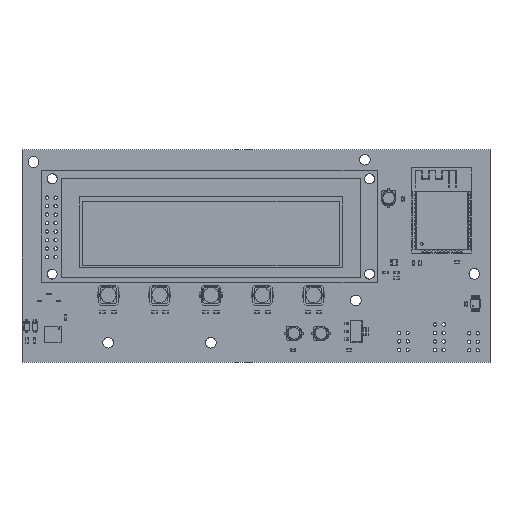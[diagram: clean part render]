
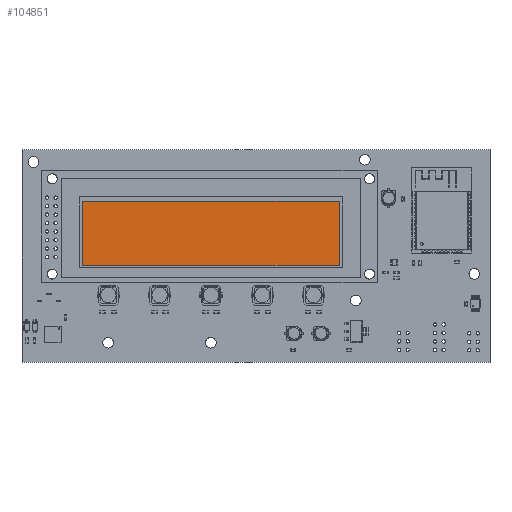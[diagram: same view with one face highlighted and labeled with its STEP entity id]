
A CAD part, top view. The second image highlights one B-rep face of the part: STEP entity #104851.
In plain terms, the highlighted free-form (B-spline) face has degree [1, 1] with [2, 2] control points.
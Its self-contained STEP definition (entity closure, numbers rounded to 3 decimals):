
#104121 = B_SPLINE_SURFACE_WITH_KNOTS('',1,1,(
    (#104122,#104123)
    ,(#104124,#104125
    )),.UNSPECIFIED.,.F.,.F.,.F.,(2,2),(2,2),(-76.78,0.),(-0.1,0.),
  .PIECEWISE_BEZIER_KNOTS.);
#104122 = CARTESIAN_POINT('',(-52.233,3.3,10.444));
#104123 = CARTESIAN_POINT('',(-52.233,3.4,10.444));
#104124 = CARTESIAN_POINT('',(-129.013,3.3,10.444));
#104125 = CARTESIAN_POINT('',(-129.013,3.4,10.444));
#104146 = B_SPLINE_SURFACE_WITH_KNOTS('',1,1,(
    (#104147,#104148)
    ,(#104149,#104150
    )),.UNSPECIFIED.,.F.,.F.,.F.,(2,2),(2,2),(-19.18,0.),(-0.1,0.),
  .PIECEWISE_BEZIER_KNOTS.);
#104147 = CARTESIAN_POINT('',(-129.013,3.3,10.444));
#104148 = CARTESIAN_POINT('',(-129.013,3.4,10.444));
#104149 = CARTESIAN_POINT('',(-129.013,3.3,-8.736));
#104150 = CARTESIAN_POINT('',(-129.013,3.4,-8.736));
#104171 = B_SPLINE_SURFACE_WITH_KNOTS('',1,1,(
    (#104172,#104173)
    ,(#104174,#104175
  )),.UNSPECIFIED.,.F.,.F.,.F.,(2,2),(2,2),(0.,76.78),(-0.1,0.),
  .PIECEWISE_BEZIER_KNOTS.);
#104172 = CARTESIAN_POINT('',(-129.013,3.3,-8.736));
#104173 = CARTESIAN_POINT('',(-129.013,3.4,-8.736));
#104174 = CARTESIAN_POINT('',(-52.233,3.3,-8.736));
#104175 = CARTESIAN_POINT('',(-52.233,3.4,-8.736));
#104194 = B_SPLINE_SURFACE_WITH_KNOTS('',1,1,(
    (#104195,#104196)
    ,(#104197,#104198
  )),.UNSPECIFIED.,.F.,.F.,.F.,(2,2),(2,2),(0.,19.18),(-0.1,0.),
  .PIECEWISE_BEZIER_KNOTS.);
#104195 = CARTESIAN_POINT('',(-52.233,3.3,-8.736));
#104196 = CARTESIAN_POINT('',(-52.233,3.4,-8.736));
#104197 = CARTESIAN_POINT('',(-52.233,3.3,10.444));
#104198 = CARTESIAN_POINT('',(-52.233,3.4,10.444));
#104679 = VERTEX_POINT('',#104680);
#104680 = CARTESIAN_POINT('',(-129.013,3.4,-8.736));
#104698 = EDGE_CURVE('',#104679,#104699,#104701,.T.);
#104699 = VERTEX_POINT('',#104700);
#104700 = CARTESIAN_POINT('',(-129.013,3.4,10.444));
#104701 = SURFACE_CURVE('',#104702,(#104705,#104711),.PCURVE_S1.);
#104702 = B_SPLINE_CURVE_WITH_KNOTS('',1,(#104703,#104704),
  .UNSPECIFIED.,.F.,.F.,(2,2),(0.,19.18),.PIECEWISE_BEZIER_KNOTS.);
#104703 = CARTESIAN_POINT('',(-129.013,3.4,-8.736));
#104704 = CARTESIAN_POINT('',(-129.013,3.4,10.444));
#104705 = PCURVE('',#104146,#104706);
#104706 = DEFINITIONAL_REPRESENTATION('',(#104707),#104710);
#104707 = B_SPLINE_CURVE_WITH_KNOTS('',1,(#104708,#104709),
  .UNSPECIFIED.,.F.,.F.,(2,2),(0.,19.18),.PIECEWISE_BEZIER_KNOTS.);
#104708 = CARTESIAN_POINT('',(0.,0.));
#104709 = CARTESIAN_POINT('',(-19.18,0.));
#104710 = ( GEOMETRIC_REPRESENTATION_CONTEXT(2) 
PARAMETRIC_REPRESENTATION_CONTEXT() REPRESENTATION_CONTEXT('2D SPACE',''
  ) );
#104711 = PCURVE('',#104712,#104717);
#104712 = B_SPLINE_SURFACE_WITH_KNOTS('',1,1,(
    (#104713,#104714)
    ,(#104715,#104716
    )),.UNSPECIFIED.,.F.,.F.,.F.,(2,2),(2,2),(-8.736,
    10.444),(-129.013,-52.233),
  .PIECEWISE_BEZIER_KNOTS.);
#104713 = CARTESIAN_POINT('',(-129.013,3.4,-8.736));
#104714 = CARTESIAN_POINT('',(-52.233,3.4,-8.736));
#104715 = CARTESIAN_POINT('',(-129.013,3.4,10.444));
#104716 = CARTESIAN_POINT('',(-52.233,3.4,10.444));
#104717 = DEFINITIONAL_REPRESENTATION('',(#104718),#104721);
#104718 = B_SPLINE_CURVE_WITH_KNOTS('',1,(#104719,#104720),
  .UNSPECIFIED.,.F.,.F.,(2,2),(0.,19.18),.PIECEWISE_BEZIER_KNOTS.);
#104719 = CARTESIAN_POINT('',(-8.736,-129.013));
#104720 = CARTESIAN_POINT('',(10.444,-129.013));
#104721 = ( GEOMETRIC_REPRESENTATION_CONTEXT(2) 
PARAMETRIC_REPRESENTATION_CONTEXT() REPRESENTATION_CONTEXT('2D SPACE',''
  ) );
#104746 = EDGE_CURVE('',#104699,#104747,#104749,.T.);
#104747 = VERTEX_POINT('',#104748);
#104748 = CARTESIAN_POINT('',(-52.233,3.4,10.444));
#104749 = SURFACE_CURVE('',#104750,(#104753,#104759),.PCURVE_S1.);
#104750 = B_SPLINE_CURVE_WITH_KNOTS('',1,(#104751,#104752),
  .UNSPECIFIED.,.F.,.F.,(2,2),(0.,76.78),.PIECEWISE_BEZIER_KNOTS.);
#104751 = CARTESIAN_POINT('',(-129.013,3.4,10.444));
#104752 = CARTESIAN_POINT('',(-52.233,3.4,10.444));
#104753 = PCURVE('',#104121,#104754);
#104754 = DEFINITIONAL_REPRESENTATION('',(#104755),#104758);
#104755 = B_SPLINE_CURVE_WITH_KNOTS('',1,(#104756,#104757),
  .UNSPECIFIED.,.F.,.F.,(2,2),(0.,76.78),.PIECEWISE_BEZIER_KNOTS.);
#104756 = CARTESIAN_POINT('',(0.,0.));
#104757 = CARTESIAN_POINT('',(-76.78,0.));
#104758 = ( GEOMETRIC_REPRESENTATION_CONTEXT(2) 
PARAMETRIC_REPRESENTATION_CONTEXT() REPRESENTATION_CONTEXT('2D SPACE',''
  ) );
#104759 = PCURVE('',#104712,#104760);
#104760 = DEFINITIONAL_REPRESENTATION('',(#104761),#104764);
#104761 = B_SPLINE_CURVE_WITH_KNOTS('',1,(#104762,#104763),
  .UNSPECIFIED.,.F.,.F.,(2,2),(0.,76.78),.PIECEWISE_BEZIER_KNOTS.);
#104762 = CARTESIAN_POINT('',(10.444,-129.013));
#104763 = CARTESIAN_POINT('',(10.444,-52.233));
#104764 = ( GEOMETRIC_REPRESENTATION_CONTEXT(2) 
PARAMETRIC_REPRESENTATION_CONTEXT() REPRESENTATION_CONTEXT('2D SPACE',''
  ) );
#104789 = EDGE_CURVE('',#104747,#104790,#104792,.T.);
#104790 = VERTEX_POINT('',#104791);
#104791 = CARTESIAN_POINT('',(-52.233,3.4,-8.736));
#104792 = SURFACE_CURVE('',#104793,(#104796,#104802),.PCURVE_S1.);
#104793 = B_SPLINE_CURVE_WITH_KNOTS('',1,(#104794,#104795),
  .UNSPECIFIED.,.F.,.F.,(2,2),(-19.18,0.),.PIECEWISE_BEZIER_KNOTS.);
#104794 = CARTESIAN_POINT('',(-52.233,3.4,10.444));
#104795 = CARTESIAN_POINT('',(-52.233,3.4,-8.736));
#104796 = PCURVE('',#104194,#104797);
#104797 = DEFINITIONAL_REPRESENTATION('',(#104798),#104801);
#104798 = B_SPLINE_CURVE_WITH_KNOTS('',1,(#104799,#104800),
  .UNSPECIFIED.,.F.,.F.,(2,2),(-19.18,0.),.PIECEWISE_BEZIER_KNOTS.);
#104799 = CARTESIAN_POINT('',(19.18,0.));
#104800 = CARTESIAN_POINT('',(0.,0.));
#104801 = ( GEOMETRIC_REPRESENTATION_CONTEXT(2) 
PARAMETRIC_REPRESENTATION_CONTEXT() REPRESENTATION_CONTEXT('2D SPACE',''
  ) );
#104802 = PCURVE('',#104712,#104803);
#104803 = DEFINITIONAL_REPRESENTATION('',(#104804),#104807);
#104804 = B_SPLINE_CURVE_WITH_KNOTS('',1,(#104805,#104806),
  .UNSPECIFIED.,.F.,.F.,(2,2),(-19.18,0.),.PIECEWISE_BEZIER_KNOTS.);
#104805 = CARTESIAN_POINT('',(10.444,-52.233));
#104806 = CARTESIAN_POINT('',(-8.736,-52.233));
#104807 = ( GEOMETRIC_REPRESENTATION_CONTEXT(2) 
PARAMETRIC_REPRESENTATION_CONTEXT() REPRESENTATION_CONTEXT('2D SPACE',''
  ) );
#104833 = EDGE_CURVE('',#104790,#104679,#104834,.T.);
#104834 = SURFACE_CURVE('',#104835,(#104838,#104844),.PCURVE_S1.);
#104835 = B_SPLINE_CURVE_WITH_KNOTS('',1,(#104836,#104837),
  .UNSPECIFIED.,.F.,.F.,(2,2),(-76.78,0.),.PIECEWISE_BEZIER_KNOTS.);
#104836 = CARTESIAN_POINT('',(-52.233,3.4,-8.736));
#104837 = CARTESIAN_POINT('',(-129.013,3.4,-8.736));
#104838 = PCURVE('',#104171,#104839);
#104839 = DEFINITIONAL_REPRESENTATION('',(#104840),#104843);
#104840 = B_SPLINE_CURVE_WITH_KNOTS('',1,(#104841,#104842),
  .UNSPECIFIED.,.F.,.F.,(2,2),(-76.78,0.),.PIECEWISE_BEZIER_KNOTS.);
#104841 = CARTESIAN_POINT('',(76.78,0.));
#104842 = CARTESIAN_POINT('',(0.,0.));
#104843 = ( GEOMETRIC_REPRESENTATION_CONTEXT(2) 
PARAMETRIC_REPRESENTATION_CONTEXT() REPRESENTATION_CONTEXT('2D SPACE',''
  ) );
#104844 = PCURVE('',#104712,#104845);
#104845 = DEFINITIONAL_REPRESENTATION('',(#104846),#104849);
#104846 = B_SPLINE_CURVE_WITH_KNOTS('',1,(#104847,#104848),
  .UNSPECIFIED.,.F.,.F.,(2,2),(-76.78,0.),.PIECEWISE_BEZIER_KNOTS.);
#104847 = CARTESIAN_POINT('',(-8.736,-52.233));
#104848 = CARTESIAN_POINT('',(-8.736,-129.013));
#104849 = ( GEOMETRIC_REPRESENTATION_CONTEXT(2) 
PARAMETRIC_REPRESENTATION_CONTEXT() REPRESENTATION_CONTEXT('2D SPACE',''
  ) );
#104851 = ADVANCED_FACE('',(#104852),#104712,.T.);
#104852 = FACE_BOUND('',#104853,.T.);
#104853 = EDGE_LOOP('',(#104854,#104855,#104856,#104857));
#104854 = ORIENTED_EDGE('',*,*,#104698,.T.);
#104855 = ORIENTED_EDGE('',*,*,#104746,.T.);
#104856 = ORIENTED_EDGE('',*,*,#104789,.T.);
#104857 = ORIENTED_EDGE('',*,*,#104833,.T.);
